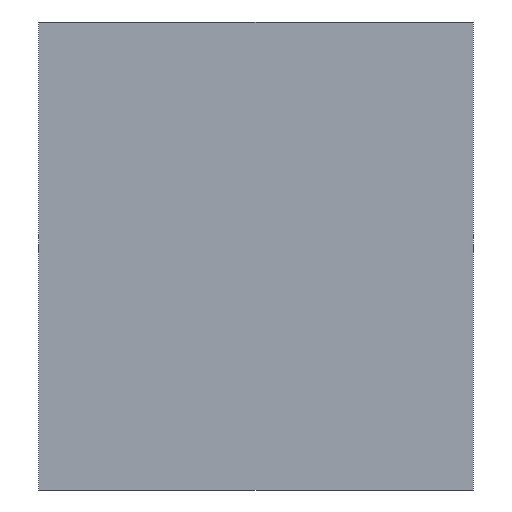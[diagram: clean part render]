
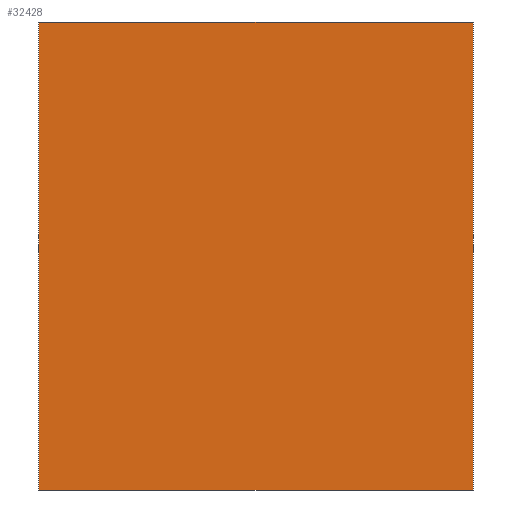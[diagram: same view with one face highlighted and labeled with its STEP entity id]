
A CAD part, front view. The second image highlights one B-rep face of the part: STEP entity #32428.
In plain terms, the highlighted planar face has unit normal (0, -1, 0).
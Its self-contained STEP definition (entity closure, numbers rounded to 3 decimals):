
#293 = EDGE_CURVE ( 'NONE', #31732, #3347, #23993, .T. ) ;
#2272 = DIRECTION ( 'NONE',  ( 0., 0., -1. ) ) ;
#2610 = PLANE ( 'NONE',  #20433 ) ;
#3347 = VERTEX_POINT ( 'NONE', #14133 ) ;
#5769 = DIRECTION ( 'NONE',  ( 0., 0., -1. ) ) ;
#5773 = DIRECTION ( 'NONE',  ( 1., 0., 0. ) ) ;
#6315 = CARTESIAN_POINT ( 'NONE',  ( -5.8, 0., -6.25 ) ) ;
#7401 = EDGE_LOOP ( 'NONE', ( #19328, #14098, #35961, #22291 ) ) ;
#7574 = DIRECTION ( 'NONE',  ( -1., 0., 0. ) ) ;
#10209 = CARTESIAN_POINT ( 'NONE',  ( -5.8, 0., 6.25 ) ) ;
#14098 = ORIENTED_EDGE ( 'NONE', *, *, #31754, .F. ) ;
#14133 = CARTESIAN_POINT ( 'NONE',  ( -5.8, 0., 6.25 ) ) ;
#14562 = CARTESIAN_POINT ( 'NONE',  ( 0., 0., 0. ) ) ;
#16079 = CARTESIAN_POINT ( 'NONE',  ( -5.8, 0., -6.25 ) ) ;
#16765 = VECTOR ( 'NONE', #7574, 1000. ) ;
#17681 = LINE ( 'NONE', #16079, #16765 ) ;
#18870 = LINE ( 'NONE', #37887, #24935 ) ;
#19328 = ORIENTED_EDGE ( 'NONE', *, *, #37033, .F. ) ;
#20220 = VECTOR ( 'NONE', #27778, 1000. ) ;
#20433 = AXIS2_PLACEMENT_3D ( 'NONE', #14562, #26188, #5769 ) ;
#22291 = ORIENTED_EDGE ( 'NONE', *, *, #23935, .F. ) ;
#23554 = LINE ( 'NONE', #38467, #31964 ) ;
#23935 = EDGE_CURVE ( 'NONE', #28296, #31732, #17681, .T. ) ;
#23993 = LINE ( 'NONE', #10209, #20220 ) ;
#24935 = VECTOR ( 'NONE', #2272, 1000. ) ;
#25564 = CARTESIAN_POINT ( 'NONE',  ( 5.8, 0., -6.25 ) ) ;
#26119 = CARTESIAN_POINT ( 'NONE',  ( 5.8, 0., 6.25 ) ) ;
#26188 = DIRECTION ( 'NONE',  ( 0., -1., 0. ) ) ;
#27778 = DIRECTION ( 'NONE',  ( 0., 0., 1. ) ) ;
#28296 = VERTEX_POINT ( 'NONE', #25564 ) ;
#30244 = VERTEX_POINT ( 'NONE', #26119 ) ;
#31732 = VERTEX_POINT ( 'NONE', #6315 ) ;
#31754 = EDGE_CURVE ( 'NONE', #3347, #30244, #23554, .T. ) ;
#31964 = VECTOR ( 'NONE', #5773, 1000. ) ;
#32428 = ADVANCED_FACE ( 'NONE', ( #37990 ), #2610, .T. ) ;
#35961 = ORIENTED_EDGE ( 'NONE', *, *, #293, .F. ) ;
#37033 = EDGE_CURVE ( 'NONE', #30244, #28296, #18870, .T. ) ;
#37887 = CARTESIAN_POINT ( 'NONE',  ( 5.8, 0., 6.25 ) ) ;
#37990 = FACE_OUTER_BOUND ( 'NONE', #7401, .T. ) ;
#38467 = CARTESIAN_POINT ( 'NONE',  ( -5.8, 0., 6.25 ) ) ;
